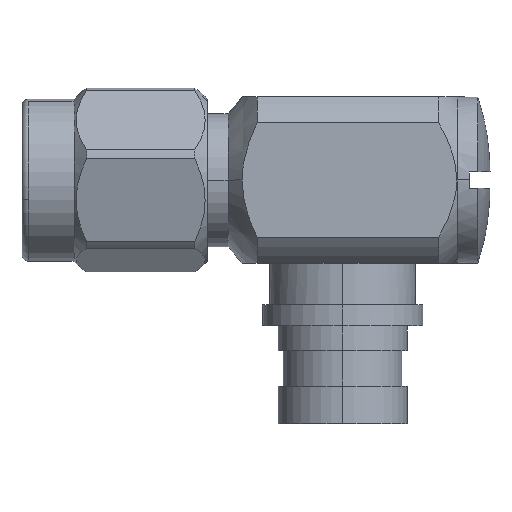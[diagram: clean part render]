
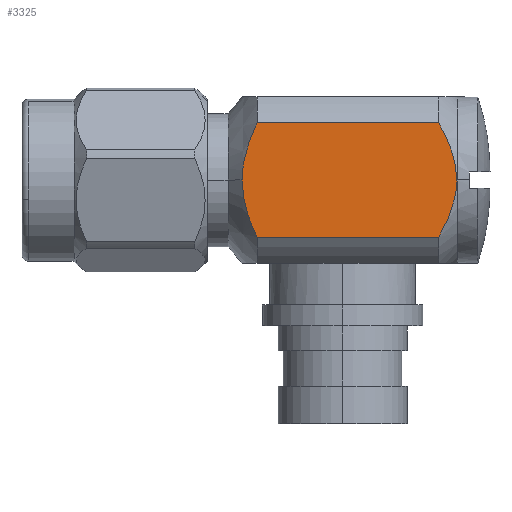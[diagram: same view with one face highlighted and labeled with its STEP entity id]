
A CAD part, top view. The second image highlights one B-rep face of the part: STEP entity #3325.
In plain terms, the highlighted planar face has unit normal (0, 0, 1).
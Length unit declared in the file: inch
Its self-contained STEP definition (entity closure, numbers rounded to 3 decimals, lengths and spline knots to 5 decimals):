
#58 = CARTESIAN_POINT ( 'NONE',  ( 31.13284, 17.46729, 0.15748 ) ) ;
#81 = CARTESIAN_POINT ( 'NONE',  ( 31.1295, 17.44976, 0.15748 ) ) ;
#106 = CARTESIAN_POINT ( 'NONE',  ( 31.13087, 17.45646, 0.15748 ) ) ;
#115 = CARTESIAN_POINT ( 'NONE',  ( 30.72787, 17.48634, 0.15748 ) ) ;
#209 = CARTESIAN_POINT ( 'NONE',  ( 31.12525, 17.53838, 0.15748 ) ) ;
#222 = VECTOR ( 'NONE', #4314, 39.37008 ) ;
#270 = CARTESIAN_POINT ( 'NONE',  ( 30.72787, 17.48634, 0.15748 ) ) ;
#273 = CARTESIAN_POINT ( 'NONE',  ( 31.11207, 17.40088, 0.15748 ) ) ;
#324 = CARTESIAN_POINT ( 'NONE',  ( 30.75605, 17.37826, 0.15748 ) ) ;
#350 = CARTESIAN_POINT ( 'NONE',  ( 30.72787, 17.47737, 0.15748 ) ) ;
#358 = CARTESIAN_POINT ( 'NONE',  ( 31.24446, 17.37826, 0.15748 ) ) ;
#472 = VERTEX_POINT ( 'NONE', #1771 ) ;
#655 = CARTESIAN_POINT ( 'NONE',  ( 30.73366, 17.43919, 0.15748 ) ) ;
#725 = B_SPLINE_CURVE_WITH_KNOTS ( 'NONE', 3,
 ( #3416, #3120, #4158, #4489, #2788, #209, #956, #2070, #3071, #4136, #1300, #936, #3440 ),
 .UNSPECIFIED., .F., .F.,
 ( 4, 1, 1, 1, 1, 1, 2, 2, 4 ),
 ( 0., 0.25, 0.375, 0.4375, 0.46875, 0.48437, 0.49219, 0.5, 1. ),
 .UNSPECIFIED. ) ;
#742 = CARTESIAN_POINT ( 'NONE',  ( 31.13022, 17.45316, 0.15748 ) ) ;
#766 = EDGE_CURVE ( 'NONE', #472, #2398, #3074, .T. ) ;
#782 = DIRECTION ( 'NONE',  ( 0., 0., -1. ) ) ;
#789 = CARTESIAN_POINT ( 'NONE',  ( 31.13371, 17.47685, 0.15748 ) ) ;
#822 = VERTEX_POINT ( 'NONE', #1774 ) ;
#901 = CARTESIAN_POINT ( 'NONE',  ( 30.73604, 17.54251, 0.15748 ) ) ;
#919 = VERTEX_POINT ( 'NONE', #115 ) ;
#926 = CARTESIAN_POINT ( 'NONE',  ( 30.72787, 17.48634, 0.15748 ) ) ;
#936 = CARTESIAN_POINT ( 'NONE',  ( 31.11038, 17.57599, 0.15748 ) ) ;
#937 = CARTESIAN_POINT ( 'NONE',  ( 31.24446, 17.59442, 0.15748 ) ) ;
#956 = CARTESIAN_POINT ( 'NONE',  ( 31.12457, 17.54049, 0.15748 ) ) ;
#970 = CARTESIAN_POINT ( 'NONE',  ( 30.72787, 17.50432, 0.15748 ) ) ;
#997 = CARTESIAN_POINT ( 'NONE',  ( 30.7355, 17.43208, 0.15748 ) ) ;
#1035 = ORIENTED_EDGE ( 'NONE', *, *, #2971, .T. ) ;
#1037 = CARTESIAN_POINT ( 'NONE',  ( 30.72886, 17.46371, 0.15748 ) ) ;
#1042 = ORIENTED_EDGE ( 'NONE', *, *, #1428, .T. ) ;
#1083 = B_SPLINE_CURVE_WITH_KNOTS ( 'NONE', 3,
 ( #3477, #4576, #273, #1384, #1709, #2102, #3131, #4546, #1355, #4397, #4361, #81, #742, #1864, #106, #58, #789, #2983 ),
 .UNSPECIFIED., .F., .F.,
 ( 4, 1, 1, 1, 1, 2, 2, 1, 1, 2, 2, 4 ),
 ( 0., 0.25, 0.375, 0.4375, 0.46875, 0.48438, 0.5, 0.625, 0.6875, 0.71875, 0.75, 1. ),
 .UNSPECIFIED. ) ;
#1193 = EDGE_CURVE ( 'NONE', #3183, #822, #3919, .T. ) ;
#1292 = CARTESIAN_POINT ( 'NONE',  ( 30.73645, 17.54396, 0.15748 ) ) ;
#1300 = CARTESIAN_POINT ( 'NONE',  ( 31.11838, 17.55872, 0.15748 ) ) ;
#1355 = CARTESIAN_POINT ( 'NONE',  ( 31.12369, 17.42957, 0.15748 ) ) ;
#1384 = CARTESIAN_POINT ( 'NONE',  ( 31.11853, 17.41577, 0.15748 ) ) ;
#1428 = EDGE_CURVE ( 'NONE', #1640, #2398, #725, .T. ) ;
#1444 = CARTESIAN_POINT ( 'NONE',  ( 31.13446, 17.32886, 0.15748 ) ) ;
#1611 = ORIENTED_EDGE ( 'NONE', *, *, #4447, .T. ) ;
#1640 = VERTEX_POINT ( 'NONE', #3091 ) ;
#1705 = CARTESIAN_POINT ( 'NONE',  ( 30.73471, 17.43505, 0.15748 ) ) ;
#1709 = CARTESIAN_POINT ( 'NONE',  ( 31.12135, 17.42303, 0.15748 ) ) ;
#1771 = CARTESIAN_POINT ( 'NONE',  ( 30.75605, 17.59442, 0.15748 ) ) ;
#1774 = CARTESIAN_POINT ( 'NONE',  ( 30.75605, 17.37826, 0.15748 ) ) ;
#1864 = CARTESIAN_POINT ( 'NONE',  ( 31.13067, 17.45541, 0.15748 ) ) ;
#1929 = B_SPLINE_CURVE_WITH_KNOTS ( 'NONE', 3,
 ( #2036, #3458, #2404, #2358, #4125, #3355, #1292, #2732, #901, #3407, #970, #926 ),
 .UNSPECIFIED., .F., .F.,
 ( 4, 1, 1, 1, 1, 2, 2, 4 ),
 ( 0., 0.25, 0.375, 0.4375, 0.46875, 0.48438, 0.5, 1. ),
 .UNSPECIFIED. ) ;
#2036 = CARTESIAN_POINT ( 'NONE',  ( 30.75605, 17.59442, 0.15748 ) ) ;
#2070 = CARTESIAN_POINT ( 'NONE',  ( 31.12426, 17.54139, 0.15748 ) ) ;
#2102 = CARTESIAN_POINT ( 'NONE',  ( 31.12265, 17.42661, 0.15748 ) ) ;
#2114 = CARTESIAN_POINT ( 'NONE',  ( 31.09984, 17.59442, 0.15748 ) ) ;
#2358 = CARTESIAN_POINT ( 'NONE',  ( 30.74034, 17.55646, 0.15748 ) ) ;
#2398 = VERTEX_POINT ( 'NONE', #2114 ) ;
#2404 = CARTESIAN_POINT ( 'NONE',  ( 30.74575, 17.57152, 0.15748 ) ) ;
#2491 = B_SPLINE_CURVE_WITH_KNOTS ( 'NONE', 3,
 ( #270, #350, #1037, #2752, #655, #1705, #3128, #997, #2821, #3107, #3454, #324 ),
 .UNSPECIFIED., .F., .F.,
 ( 4, 1, 1, 1, 1, 2, 2, 4 ),
 ( 0., 0.25, 0.375, 0.4375, 0.46875, 0.48437, 0.5, 1. ),
 .UNSPECIFIED. ) ;
#2492 = PLANE ( 'NONE',  #3240 ) ;
#2732 = CARTESIAN_POINT ( 'NONE',  ( 30.73616, 17.54293, 0.15748 ) ) ;
#2752 = CARTESIAN_POINT ( 'NONE',  ( 30.73177, 17.44742, 0.15748 ) ) ;
#2788 = CARTESIAN_POINT ( 'NONE',  ( 31.12655, 17.53418, 0.15748 ) ) ;
#2821 = CARTESIAN_POINT ( 'NONE',  ( 30.73569, 17.4314, 0.15748 ) ) ;
#2868 = DIRECTION ( 'NONE',  ( 0., -1., 0. ) ) ;
#2925 = VECTOR ( 'NONE', #4490, 39.37008 ) ;
#2971 = EDGE_CURVE ( 'NONE', #919, #822, #2491, .T. ) ;
#2983 = CARTESIAN_POINT ( 'NONE',  ( 31.13371, 17.48634, 0.15748 ) ) ;
#3071 = CARTESIAN_POINT ( 'NONE',  ( 31.12406, 17.542, 0.15748 ) ) ;
#3074 = LINE ( 'NONE', #937, #2925 ) ;
#3091 = CARTESIAN_POINT ( 'NONE',  ( 31.13371, 17.48634, 0.15748 ) ) ;
#3107 = CARTESIAN_POINT ( 'NONE',  ( 30.7404, 17.41453, 0.15748 ) ) ;
#3120 = CARTESIAN_POINT ( 'NONE',  ( 31.13371, 17.49543, 0.15748 ) ) ;
#3128 = CARTESIAN_POINT ( 'NONE',  ( 30.73518, 17.43327, 0.15748 ) ) ;
#3131 = CARTESIAN_POINT ( 'NONE',  ( 31.12319, 17.42813, 0.15748 ) ) ;
#3178 = CARTESIAN_POINT ( 'NONE',  ( 31.09984, 17.37826, 0.15748 ) ) ;
#3183 = VERTEX_POINT ( 'NONE', #3178 ) ;
#3240 = AXIS2_PLACEMENT_3D ( 'NONE', #1444, #782, #2868 ) ;
#3325 = ADVANCED_FACE ( 'NONE', ( #3609 ), #2492, .F. ) ;
#3330 = EDGE_LOOP ( 'NONE', ( #4373, #3396, #1035, #4579, #1611, #1042 ) ) ;
#3355 = CARTESIAN_POINT ( 'NONE',  ( 30.7369, 17.5455, 0.15748 ) ) ;
#3396 = ORIENTED_EDGE ( 'NONE', *, *, #4334, .T. ) ;
#3407 = CARTESIAN_POINT ( 'NONE',  ( 30.73054, 17.52285, 0.15748 ) ) ;
#3416 = CARTESIAN_POINT ( 'NONE',  ( 31.13371, 17.48634, 0.15748 ) ) ;
#3440 = CARTESIAN_POINT ( 'NONE',  ( 31.09984, 17.59442, 0.15748 ) ) ;
#3454 = CARTESIAN_POINT ( 'NONE',  ( 30.74714, 17.39699, 0.15748 ) ) ;
#3458 = CARTESIAN_POINT ( 'NONE',  ( 30.75161, 17.58508, 0.15748 ) ) ;
#3477 = CARTESIAN_POINT ( 'NONE',  ( 31.09984, 17.37826, 0.15748 ) ) ;
#3609 = FACE_OUTER_BOUND ( 'NONE', #3330, .T. ) ;
#3919 = LINE ( 'NONE', #358, #222 ) ;
#4125 = CARTESIAN_POINT ( 'NONE',  ( 30.73799, 17.54912, 0.15748 ) ) ;
#4136 = CARTESIAN_POINT ( 'NONE',  ( 31.12394, 17.54235, 0.15748 ) ) ;
#4158 = CARTESIAN_POINT ( 'NONE',  ( 31.13248, 17.50928, 0.15748 ) ) ;
#4314 = DIRECTION ( 'NONE',  ( -1., 0., 0. ) ) ;
#4334 = EDGE_CURVE ( 'NONE', #472, #919, #1929, .T. ) ;
#4361 = CARTESIAN_POINT ( 'NONE',  ( 31.12757, 17.44178, 0.15748 ) ) ;
#4373 = ORIENTED_EDGE ( 'NONE', *, *, #766, .F. ) ;
#4397 = CARTESIAN_POINT ( 'NONE',  ( 31.12548, 17.43484, 0.15748 ) ) ;
#4447 = EDGE_CURVE ( 'NONE', #3183, #1640, #1083, .T. ) ;
#4489 = CARTESIAN_POINT ( 'NONE',  ( 31.12889, 17.52582, 0.15748 ) ) ;
#4490 = DIRECTION ( 'NONE',  ( 1., 0., 0. ) ) ;
#4546 = CARTESIAN_POINT ( 'NONE',  ( 31.12354, 17.42915, 0.15748 ) ) ;
#4576 = CARTESIAN_POINT ( 'NONE',  ( 31.10512, 17.38748, 0.15748 ) ) ;
#4579 = ORIENTED_EDGE ( 'NONE', *, *, #1193, .F. ) ;
